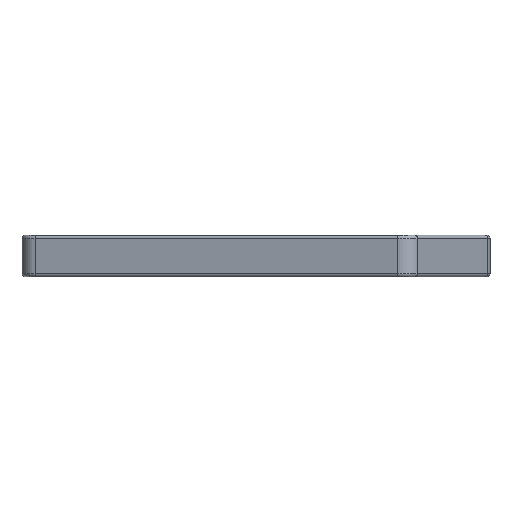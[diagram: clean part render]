
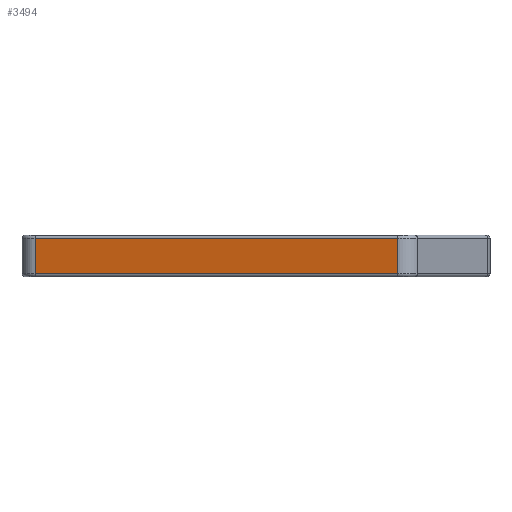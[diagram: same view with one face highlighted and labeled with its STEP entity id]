
A CAD part, front view. The second image highlights one B-rep face of the part: STEP entity #3494.
In plain terms, the highlighted planar face has unit normal (-0.259, -0.966, 0).
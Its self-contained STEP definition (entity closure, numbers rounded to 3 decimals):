
#3436=CARTESIAN_POINT('',(-174.008,-338.062,27.94));
#3437=VERTEX_POINT('',#3436);
#3438=CARTESIAN_POINT('',(-174.008,-338.062,15.94));
#3439=VERTEX_POINT('',#3438);
#3440=CARTESIAN_POINT('',(-174.008,-338.062,27.94));
#3441=DIRECTION('',(-0.,-0.,-1.));
#3442=VECTOR('',#3441,12.);
#3443=LINE('',#3440,#3442);
#3444=EDGE_CURVE('',#3437,#3439,#3443,.T.);
#3464=CARTESIAN_POINT('',(-234.77,-321.78,26.44));
#3465=DIRECTION('',(-0.259,-0.966,0.));
#3466=DIRECTION('',(-0.966,0.259,0.));
#3467=AXIS2_PLACEMENT_3D('',#3464,#3465,#3466);
#3468=PLANE('',#3467);
#3469=CARTESIAN_POINT('',(-295.532,-305.499,27.94));
#3470=VERTEX_POINT('',#3469);
#3471=CARTESIAN_POINT('',(-295.532,-305.499,15.94));
#3472=VERTEX_POINT('',#3471);
#3473=CARTESIAN_POINT('',(-295.532,-305.499,27.94));
#3474=DIRECTION('',(-0.,-0.,-1.));
#3475=VECTOR('',#3474,12.);
#3476=LINE('',#3473,#3475);
#3477=EDGE_CURVE('',#3470,#3472,#3476,.T.);
#3478=ORIENTED_EDGE('',*,*,#3477,.T.);
#3479=CARTESIAN_POINT('',(-174.008,-338.062,15.94));
#3480=DIRECTION('',(-0.966,0.259,0.));
#3481=VECTOR('',#3480,125.811);
#3482=LINE('',#3479,#3481);
#3483=EDGE_CURVE('',#3439,#3472,#3482,.T.);
#3484=ORIENTED_EDGE('',*,*,#3483,.F.);
#3485=ORIENTED_EDGE('',*,*,#3444,.F.);
#3486=CARTESIAN_POINT('',(-295.532,-305.499,27.94));
#3487=DIRECTION('',(0.966,-0.259,-0.));
#3488=VECTOR('',#3487,125.811);
#3489=LINE('',#3486,#3488);
#3490=EDGE_CURVE('',#3470,#3437,#3489,.T.);
#3491=ORIENTED_EDGE('',*,*,#3490,.F.);
#3492=EDGE_LOOP('',(#3478,#3484,#3485,#3491));
#3493=FACE_BOUND('',#3492,.T.);
#3494=ADVANCED_FACE('',(#3493),#3468,.T.);
